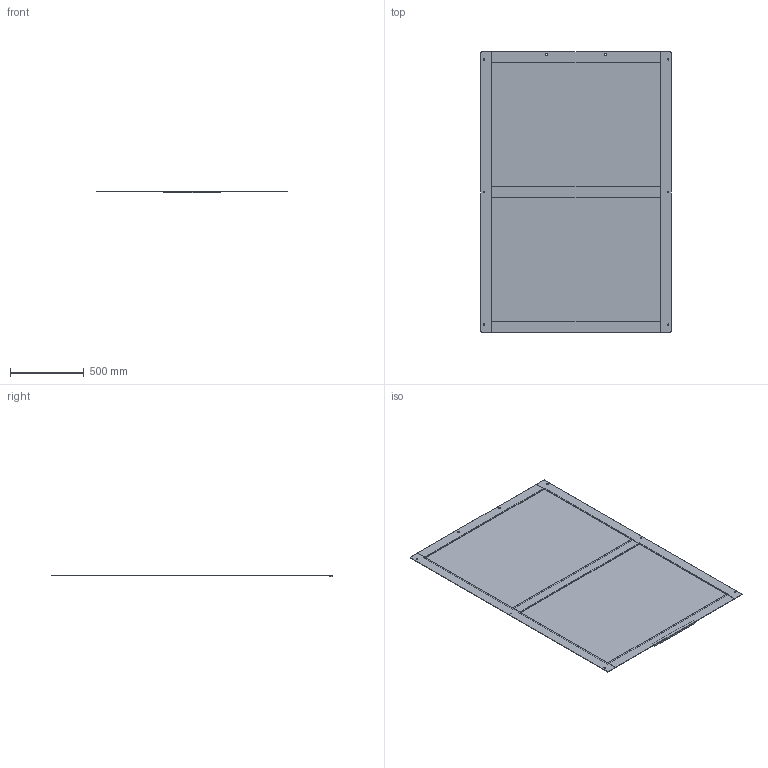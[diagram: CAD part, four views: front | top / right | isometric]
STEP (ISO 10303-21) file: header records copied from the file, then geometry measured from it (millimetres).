
FILE_DESCRIPTION (( 'STEP AP203' ), '1' );
FILE_NAME ('20214720S008-飛輪護罩.STEP', '2023-10-02T08:29:13', ( '' ), ( '' ), 'SwSTEP 2.0', 'SolidWorks 2018', '' );
FILE_SCHEMA (( 'CONFIG_CONTROL_DESIGN' ));
Length unit declared in the file: millimetre
Products named in the file (1): 20214720S008-飛輪護罩
Bounding box: 1290 x 1900 x 13.2 mm (x, y, z)
Volume: 4990132.4 mm3; surface area: 5146005.1 mm2
Topology: 8 solids, 8 shells, 60 faces, 132 edges, 88 vertices
Faces by surface type: plane 48, cylinder 12
Full cylindrical faces by diameter (mm): 10 x6, 15 x2
Entity records: 1695 total; most frequent: CARTESIAN_POINT 273, DIRECTION 270, ORIENTED_EDGE 248, EDGE_CURVE 124, LINE 100, VECTOR 100, VERTEX_POINT 88, AXIS2_PLACEMENT_3D 85
